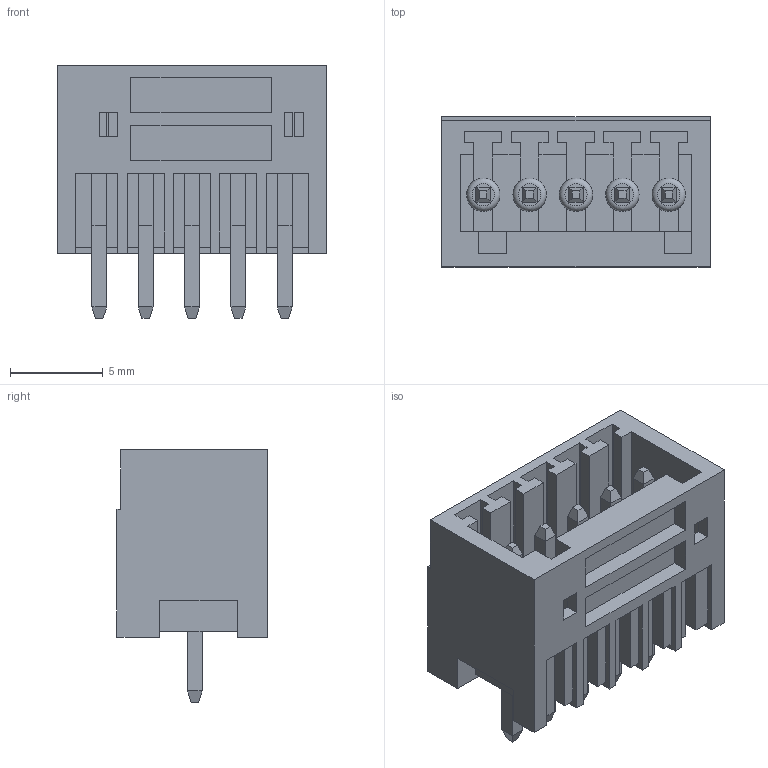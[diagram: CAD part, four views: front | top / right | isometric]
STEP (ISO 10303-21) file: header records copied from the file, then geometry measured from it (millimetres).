
FILE_DESCRIPTION( ( 'Unknown' ), '1' );
FILE_NAME( '691382000005.stp', 'Unknown', ( 'Unknown' ), ( 'Unknown' ), 'PSStep 17.0.49', 'Unknown', ' ' );
FILE_SCHEMA( ( 'AUTOMOTIVE_DESIGN { 1 0 10303 214 1 1 1 1 }' ) );
Length unit declared in the file: millimetre
Products named in the file (3): Assem1; 6913820000xx_PIN; 691382000005
Assembly tree (6 placements, depth 2):
  Assem1
    6913820000xx_PIN  x5
    691382000005
Bounding box: 14.5 x 8.1 x 13.6 mm (x, y, z)
Volume: 599.9 mm3; surface area: 1702.1 mm2
Topology: 6 solids, 6 shells, 367 faces, 978 edges, 631 vertices
Faces by surface type: plane 357, cylinder 5, torus 5
Full cylindrical faces by diameter (mm): 1.8 x5
Entity records: 12249 total; most frequent: CARTESIAN_POINT 1731, ORIENTED_EDGE 1702, DIRECTION 1517, EDGE_CURVE 851, LINE 821, VECTOR 821, VERTEX_POINT 562, AXIS2_PLACEMENT_3D 348
